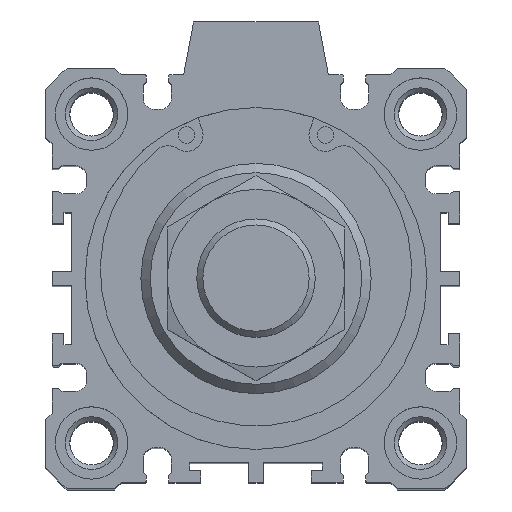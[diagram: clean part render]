
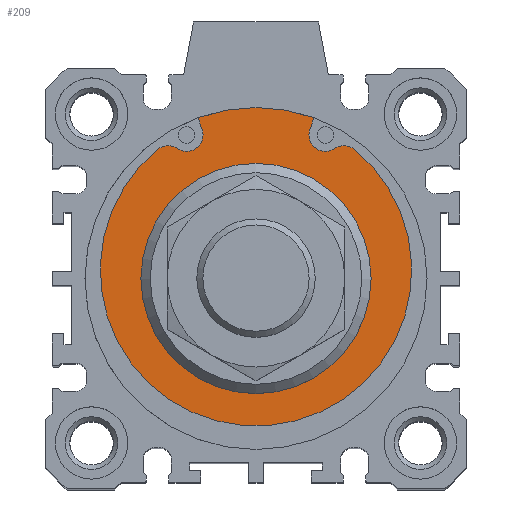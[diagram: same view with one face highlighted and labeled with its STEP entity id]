
A CAD part, top view. The second image highlights one B-rep face of the part: STEP entity #209.
In plain terms, the highlighted planar face has unit normal (0, 0, 1).
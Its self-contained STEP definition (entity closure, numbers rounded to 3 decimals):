
#209 = ADVANCED_FACE( '', ( #486, #487 ), #488, .T. );
#486 = FACE_BOUND( '', #1114, .T. );
#487 = FACE_OUTER_BOUND( '', #1115, .T. );
#488 = PLANE( '', #1116 );
#1114 = EDGE_LOOP( '', ( #1747 ) );
#1115 = EDGE_LOOP( '', ( #1748, #1749, #1750, #1751, #1752, #1753, #1754, #1755 ) );
#1116 = AXIS2_PLACEMENT_3D( '', #1756, #1757, #1758 );
#1747 = ORIENTED_EDGE( '', *, *, #3829, .F. );
#1748 = ORIENTED_EDGE( '', *, *, #3831, .T. );
#1749 = ORIENTED_EDGE( '', *, *, #3832, .F. );
#1750 = ORIENTED_EDGE( '', *, *, #3833, .F. );
#1751 = ORIENTED_EDGE( '', *, *, #3834, .T. );
#1752 = ORIENTED_EDGE( '', *, *, #3835, .T. );
#1753 = ORIENTED_EDGE( '', *, *, #3836, .T. );
#1754 = ORIENTED_EDGE( '', *, *, #3837, .F. );
#1755 = ORIENTED_EDGE( '', *, *, #3838, .F. );
#1756 = CARTESIAN_POINT( '', ( 0., 0., 85.5 ) );
#1757 = DIRECTION( '', ( 0., 0., 1. ) );
#1758 = DIRECTION( '', ( 1., 0., 0. ) );
#3829 = EDGE_CURVE( '', #4472, #4472, #4473, .T. );
#3831 = EDGE_CURVE( '', #4476, #4477, #4478, .T. );
#3832 = EDGE_CURVE( '', #4479, #4477, #4480, .T. );
#3833 = EDGE_CURVE( '', #4481, #4479, #4482, .T. );
#3834 = EDGE_CURVE( '', #4481, #4483, #4484, .T. );
#3835 = EDGE_CURVE( '', #4483, #4485, #4486, .T. );
#3836 = EDGE_CURVE( '', #4485, #4487, #4488, .T. );
#3837 = EDGE_CURVE( '', #4489, #4487, #4490, .T. );
#3838 = EDGE_CURVE( '', #4476, #4489, #4491, .T. );
#4472 = VERTEX_POINT( '', #5558 );
#4473 = CIRCLE( '', #5559, 17.5 );
#4476 = VERTEX_POINT( '', #5562 );
#4477 = VERTEX_POINT( '', #5563 );
#4478 = CIRCLE( '', #5564, 26. );
#4479 = VERTEX_POINT( '', #5565 );
#4480 = LINE( '', #5566, #5567 );
#4481 = VERTEX_POINT( '', #5568 );
#4482 = CIRCLE( '', #5569, 2.5 );
#4483 = VERTEX_POINT( '', #5570 );
#4484 = CIRCLE( '', #5571, 2.5 );
#4485 = VERTEX_POINT( '', #5572 );
#4486 = CIRCLE( '', #5573, 23.68 );
#4487 = VERTEX_POINT( '', #5574 );
#4488 = CIRCLE( '', #5575, 2.5 );
#4489 = VERTEX_POINT( '', #5576 );
#4490 = CIRCLE( '', #5577, 2.5 );
#4491 = LINE( '', #5578, #5579 );
#5558 = CARTESIAN_POINT( '', ( 17.5, 0., 85.5 ) );
#5559 = AXIS2_PLACEMENT_3D( '', #7234, #7235, #7236 );
#5562 = CARTESIAN_POINT( '', ( 8.84, 24.451, 85.5 ) );
#5563 = CARTESIAN_POINT( '', ( -8.84, 24.451, 85.5 ) );
#5564 = AXIS2_PLACEMENT_3D( '', #7240, #7241, #7242 );
#5565 = CARTESIAN_POINT( '', ( -8.199, 22.681, 85.5 ) );
#5566 = CARTESIAN_POINT( '', ( -8.199, 22.681, 85.5 ) );
#5567 = VECTOR( '', #7243, 1000. );
#5568 = CARTESIAN_POINT( '', ( -11.959, 19.765, 85.5 ) );
#5569 = AXIS2_PLACEMENT_3D( '', #7244, #7245, #7246 );
#5570 = CARTESIAN_POINT( '', ( -14.945, 19.638, 85.5 ) );
#5571 = AXIS2_PLACEMENT_3D( '', #7247, #7248, #7249 );
#5572 = CARTESIAN_POINT( '', ( 14.945, 19.638, 85.5 ) );
#5573 = AXIS2_PLACEMENT_3D( '', #7250, #7251, #7252 );
#5574 = CARTESIAN_POINT( '', ( 11.959, 19.765, 85.5 ) );
#5575 = AXIS2_PLACEMENT_3D( '', #7253, #7254, #7255 );
#5576 = CARTESIAN_POINT( '', ( 8.199, 22.681, 85.5 ) );
#5577 = AXIS2_PLACEMENT_3D( '', #7256, #7257, #7258 );
#5578 = CARTESIAN_POINT( '', ( 8.84, 24.451, 85.5 ) );
#5579 = VECTOR( '', #7259, 1000. );
#7234 = CARTESIAN_POINT( '', ( 0., 0., 85.5 ) );
#7235 = DIRECTION( '', ( 0., 0., 1. ) );
#7236 = DIRECTION( '', ( 1., 0., 0. ) );
#7240 = CARTESIAN_POINT( '', ( 0., 0., 85.5 ) );
#7241 = DIRECTION( '', ( 0., 0., 1. ) );
#7242 = DIRECTION( '', ( 1., 0., 0. ) );
#7243 = DIRECTION( '', ( -0.34, 0.94, 0. ) );
#7244 = CARTESIAN_POINT( '', ( -10.55, 21.83, 85.5 ) );
#7245 = DIRECTION( '', ( 0., 0., 1. ) );
#7246 = DIRECTION( '', ( 1., 0., 0. ) );
#7247 = CARTESIAN_POINT( '', ( -13.367, 17.699, 85.5 ) );
#7248 = DIRECTION( '', ( 0., 0., 1. ) );
#7249 = DIRECTION( '', ( 1., 0., 0. ) );
#7250 = CARTESIAN_POINT( '', ( 0., 1.27, 85.5 ) );
#7251 = DIRECTION( '', ( 0., 0., 1. ) );
#7252 = DIRECTION( '', ( 1., 0., 0. ) );
#7253 = CARTESIAN_POINT( '', ( 13.367, 17.699, 85.5 ) );
#7254 = DIRECTION( '', ( 0., 0., 1. ) );
#7255 = DIRECTION( '', ( 1., 0., 0. ) );
#7256 = CARTESIAN_POINT( '', ( 10.55, 21.83, 85.5 ) );
#7257 = DIRECTION( '', ( 0., 0., 1. ) );
#7258 = DIRECTION( '', ( 1., 0., 0. ) );
#7259 = DIRECTION( '', ( -0.34, -0.94, 0. ) );
